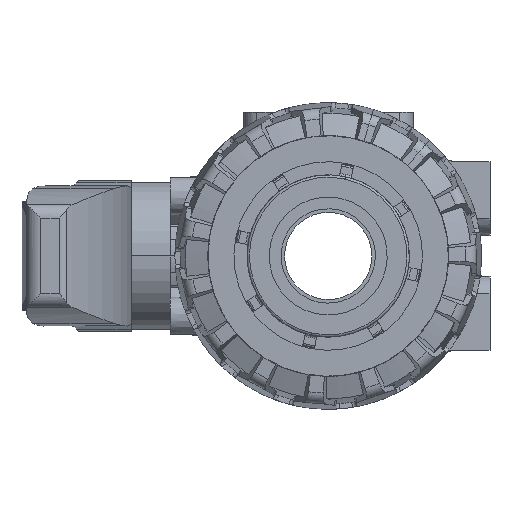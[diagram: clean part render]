
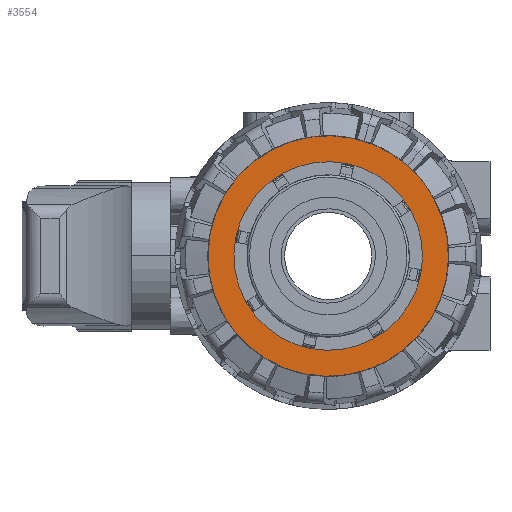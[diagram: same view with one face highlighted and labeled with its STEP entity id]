
A CAD part, left-side view. The second image highlights one B-rep face of the part: STEP entity #3554.
In plain terms, the highlighted planar face has unit normal (-1, 0, 0).
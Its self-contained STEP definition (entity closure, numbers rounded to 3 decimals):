
#3554=ADVANCED_FACE('',(#8111,#8112),#8113,.T.);
#8111=FACE_BOUND('',#13787,.T.);
#8112=FACE_OUTER_BOUND('',#13788,.T.);
#8113=PLANE('',#13789);
#13787=EDGE_LOOP('',(#24580,#24581));
#13788=EDGE_LOOP('',(#24582,#24583));
#13789=AXIS2_PLACEMENT_3D('',#24584,#24585,#24586);
#24580=ORIENTED_EDGE('',*,*,#35465,.T.);
#24581=ORIENTED_EDGE('',*,*,#37181,.T.);
#24582=ORIENTED_EDGE('',*,*,#37166,.T.);
#24583=ORIENTED_EDGE('',*,*,#35468,.T.);
#24584=CARTESIAN_POINT('',(-48.8,-9.592,-8.4));
#24585=DIRECTION('',(-1.0,0.0,0.0));
#24586=DIRECTION('',(0.0,0.752,0.659));
#35465=EDGE_CURVE('',#42971,#42975,#42977,.T.);
#35468=EDGE_CURVE('',#42981,#42979,#42982,.T.);
#37166=EDGE_CURVE('',#42979,#42981,#45497,.T.);
#37181=EDGE_CURVE('',#42975,#42971,#45517,.T.);
#42971=VERTEX_POINT('',#54443);
#42975=VERTEX_POINT('',#54448);
#42977=CIRCLE('',#54451,20.0);
#42979=VERTEX_POINT('',#54453);
#42981=VERTEX_POINT('',#54456);
#42982=CIRCLE('',#54457,25.5);
#45497=CIRCLE('',#60367,25.5);
#45517=CIRCLE('',#60417,20.0);
#54443=CARTESIAN_POINT('',(-48.8,-13.177,15.046));
#54448=CARTESIAN_POINT('',(-48.8,13.177,-15.046));
#54451=AXIS2_PLACEMENT_3D('',#73878,#73879,#73880);
#54453=CARTESIAN_POINT('',(-48.8,-19.183,-16.8));
#54456=CARTESIAN_POINT('',(-48.8,19.183,16.8));
#54457=AXIS2_PLACEMENT_3D('',#73882,#73883,#73884);
#60367=AXIS2_PLACEMENT_3D('',#75768,#75769,#75770);
#60417=AXIS2_PLACEMENT_3D('',#75781,#75782,#75783);
#73878=CARTESIAN_POINT('',(-48.8,0.0,0.0));
#73879=DIRECTION('',(1.0,0.0,0.0));
#73880=DIRECTION('',(0.0,-0.659,0.752));
#73882=CARTESIAN_POINT('',(-48.8,0.0,0.0));
#73883=DIRECTION('',(-1.0,-0.0,0.0));
#73884=DIRECTION('',(0.0,-0.752,-0.659));
#75768=CARTESIAN_POINT('',(-48.8,0.0,0.0));
#75769=DIRECTION('',(-1.0,-0.0,0.0));
#75770=DIRECTION('',(0.0,-0.752,-0.659));
#75781=CARTESIAN_POINT('',(-48.8,0.0,0.0));
#75782=DIRECTION('',(1.0,0.0,0.0));
#75783=DIRECTION('',(0.0,-0.659,0.752));
